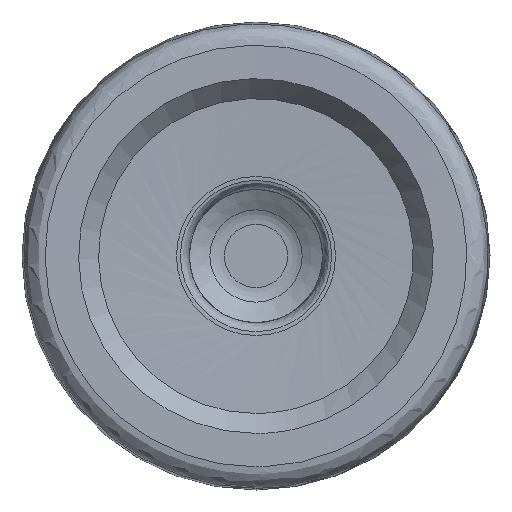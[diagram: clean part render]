
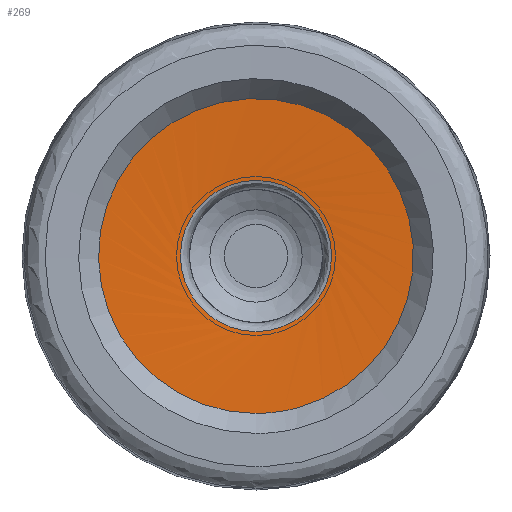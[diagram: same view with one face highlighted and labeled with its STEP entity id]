
A CAD part, left-side view. The second image highlights one B-rep face of the part: STEP entity #269.
In plain terms, the highlighted face is a revolution surface.
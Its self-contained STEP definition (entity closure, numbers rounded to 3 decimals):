
#40=SURFACE_OF_REVOLUTION('',#58,#52);
#52=AXIS1_PLACEMENT('',#694,#585);
#58=LINE('',#693,#64);
#64=VECTOR('',#584,3.613);
#241=FACE_BOUND('',#321,.T.);
#242=FACE_BOUND('',#322,.T.);
#269=ADVANCED_FACE('',(#241,#242),#40,.T.);
#321=EDGE_LOOP('',(#371));
#322=EDGE_LOOP('',(#372));
#371=ORIENTED_EDGE('',*,*,#424,.F.);
#372=ORIENTED_EDGE('',*,*,#423,.T.);
#398=VERTEX_POINT('',#685);
#399=VERTEX_POINT('',#692);
#423=EDGE_CURVE('',#398,#398,#448,.T.);
#424=EDGE_CURVE('',#399,#399,#449,.T.);
#448=CIRCLE('',#488,2.604);
#449=CIRCLE('',#489,5.426);
#488=AXIS2_PLACEMENT_3D('',#684,#579,#580);
#489=AXIS2_PLACEMENT_3D('',#691,#582,#583);
#579=DIRECTION('',(1.,0.,0.));
#580=DIRECTION('',(0.,0.,-1.));
#582=DIRECTION('',(1.,0.,0.));
#583=DIRECTION('',(0.,0.,-1.));
#584=DIRECTION('',(-0.04,-0.957,-0.288));
#585=DIRECTION('',(1.,0.,0.));
#684=CARTESIAN_POINT('',(0.906,0.,0.));
#685=CARTESIAN_POINT('',(0.906,0.,-2.604));
#691=CARTESIAN_POINT('',(0.762,0.,0.));
#692=CARTESIAN_POINT('',(0.762,0.,-5.426));
#693=CARTESIAN_POINT('',(0.906,-1.922,1.757));
#694=CARTESIAN_POINT('',(0.,0.,0.));
